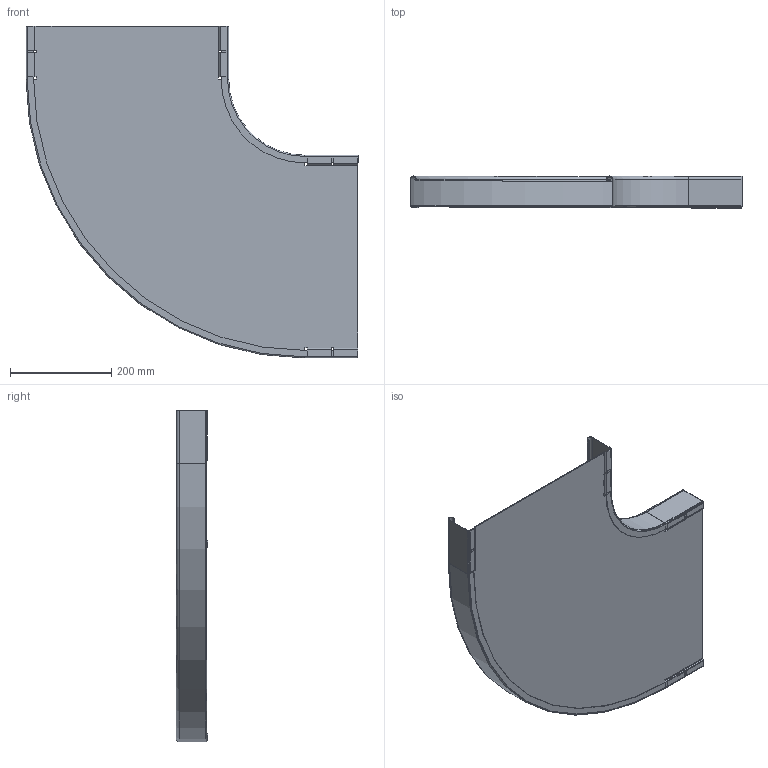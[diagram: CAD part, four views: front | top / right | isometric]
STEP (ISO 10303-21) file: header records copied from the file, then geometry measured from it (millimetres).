
FILE_DESCRIPTION (( 'STEP AP214' ), '1' );
FILE_NAME ('7134231.stp', '2016-11-29T07:41:29', ( '' ), ( '' ), 'SwSTEP 2.0', 'SolidWorks 2016', '' );
FILE_SCHEMA (( 'AUTOMOTIVE_DESIGN' ));
Length unit declared in the file: millimetre
Products named in the file (4): KTS 06.127-034_Bodenblech NB=400 Ungelocht; KTS  06.155-024_R550; KTS 06.151-022_Standard; 7134231
Assembly tree (3 placements, depth 2):
  7134231
    KTS 06.151-022_Standard
    KTS  06.155-024_R550
    KTS 06.127-034_Bodenblech NB=400 Ungelocht
Bounding box: 655 x 62 x 655 mm (x, y, z)
Volume: 615783.1 mm3; surface area: 873614.7 mm2
Topology: 3 solids, 3 shells, 230 faces, 520 edges, 296 vertices
Faces by surface type: plane 162, cylinder 60, torus 8
Entity records: 6366 total; most frequent: DIRECTION 1116, CARTESIAN_POINT 1052, ORIENTED_EDGE 1040, EDGE_CURVE 520, VECTOR 396, LINE 396, AXIS2_PLACEMENT_3D 360, VERTEX_POINT 296
